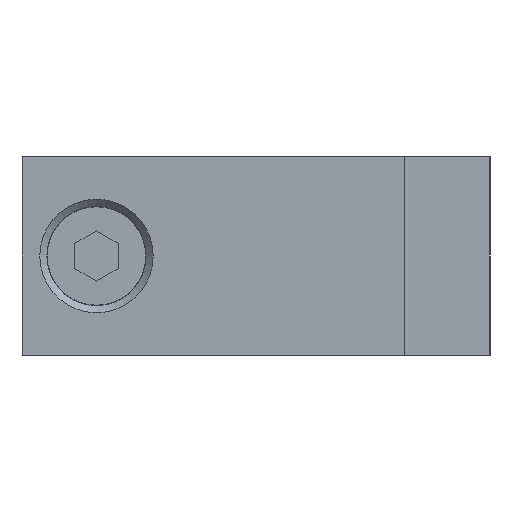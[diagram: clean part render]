
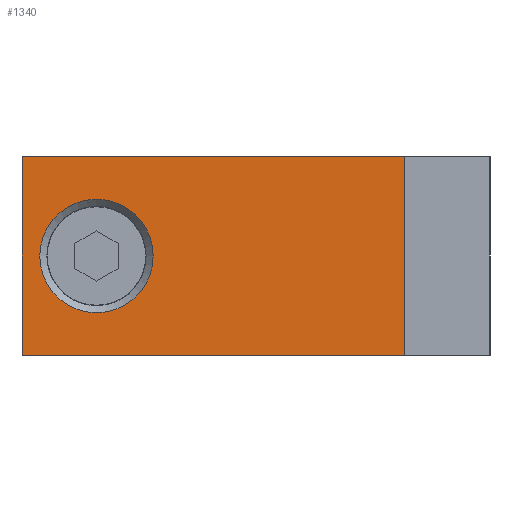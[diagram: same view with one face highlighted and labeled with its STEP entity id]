
A CAD part, left-side view. The second image highlights one B-rep face of the part: STEP entity #1340.
In plain terms, the highlighted planar face has unit normal (-1, 0, 0).
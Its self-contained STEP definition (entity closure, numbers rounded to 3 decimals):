
#910 = PLANE('',#911);
#911 = AXIS2_PLACEMENT_3D('',#912,#913,#914);
#912 = CARTESIAN_POINT('',(9.023,8.565,14.));
#913 = DIRECTION('',(-0.,-0.,1.));
#914 = DIRECTION('',(0.,1.,0.));
#1035 = PLANE('',#1036);
#1036 = AXIS2_PLACEMENT_3D('',#1037,#1038,#1039);
#1037 = CARTESIAN_POINT('',(9.023,8.565,0.));
#1038 = DIRECTION('',(-0.,-0.,-1.));
#1039 = DIRECTION('',(-1.,0.,0.));
#1061 = PLANE('',#1062);
#1062 = AXIS2_PLACEMENT_3D('',#1063,#1064,#1065);
#1063 = CARTESIAN_POINT('',(0.,27.,0.));
#1064 = DIRECTION('',(0.,1.,0.));
#1065 = DIRECTION('',(0.,0.,1.));
#1184 = VERTEX_POINT('',#1185);
#1185 = CARTESIAN_POINT('',(0.,27.,0.));
#1206 = EDGE_CURVE('',#1184,#1207,#1209,.T.);
#1207 = VERTEX_POINT('',#1208);
#1208 = CARTESIAN_POINT('',(0.,27.,14.));
#1209 = SURFACE_CURVE('',#1210,(#1214,#1221),.PCURVE_S1.);
#1210 = LINE('',#1211,#1212);
#1211 = CARTESIAN_POINT('',(0.,27.,0.));
#1212 = VECTOR('',#1213,1.);
#1213 = DIRECTION('',(0.,0.,1.));
#1214 = PCURVE('',#1061,#1215);
#1215 = DEFINITIONAL_REPRESENTATION('',(#1216),#1220);
#1216 = LINE('',#1217,#1218);
#1217 = CARTESIAN_POINT('',(0.,0.));
#1218 = VECTOR('',#1219,1.);
#1219 = DIRECTION('',(1.,0.));
#1220 = ( GEOMETRIC_REPRESENTATION_CONTEXT(2) 
PARAMETRIC_REPRESENTATION_CONTEXT() REPRESENTATION_CONTEXT('2D SPACE',''
  ) );
#1221 = PCURVE('',#1222,#1227);
#1222 = PLANE('',#1223);
#1223 = AXIS2_PLACEMENT_3D('',#1224,#1225,#1226);
#1224 = CARTESIAN_POINT('',(0.,0.,0.));
#1225 = DIRECTION('',(1.,0.,0.));
#1226 = DIRECTION('',(0.,0.,1.));
#1227 = DEFINITIONAL_REPRESENTATION('',(#1228),#1232);
#1228 = LINE('',#1229,#1230);
#1229 = CARTESIAN_POINT('',(0.,-27.));
#1230 = VECTOR('',#1231,1.);
#1231 = DIRECTION('',(1.,0.));
#1232 = ( GEOMETRIC_REPRESENTATION_CONTEXT(2) 
PARAMETRIC_REPRESENTATION_CONTEXT() REPRESENTATION_CONTEXT('2D SPACE',''
  ) );
#1340 = ADVANCED_FACE('',(#1341,#1372),#1222,.F.);
#1341 = FACE_BOUND('',#1342,.F.);
#1342 = EDGE_LOOP('',(#1343));
#1343 = ORIENTED_EDGE('',*,*,#1344,.F.);
#1344 = EDGE_CURVE('',#1345,#1345,#1347,.T.);
#1345 = VERTEX_POINT('',#1346);
#1346 = CARTESIAN_POINT('',(0.,21.75,3.));
#1347 = SURFACE_CURVE('',#1348,(#1353,#1360),.PCURVE_S1.);
#1348 = CIRCLE('',#1349,4.);
#1349 = AXIS2_PLACEMENT_3D('',#1350,#1351,#1352);
#1350 = CARTESIAN_POINT('',(0.,21.75,7.));
#1351 = DIRECTION('',(1.,-0.,0.));
#1352 = DIRECTION('',(0.,0.,-1.));
#1353 = PCURVE('',#1222,#1354);
#1354 = DEFINITIONAL_REPRESENTATION('',(#1355),#1359);
#1355 = CIRCLE('',#1356,4.);
#1356 = AXIS2_PLACEMENT_2D('',#1357,#1358);
#1357 = CARTESIAN_POINT('',(7.,-21.75));
#1358 = DIRECTION('',(-1.,0.));
#1359 = ( GEOMETRIC_REPRESENTATION_CONTEXT(2) 
PARAMETRIC_REPRESENTATION_CONTEXT() REPRESENTATION_CONTEXT('2D SPACE',''
  ) );
#1360 = PCURVE('',#1361,#1366);
#1361 = CONICAL_SURFACE('',#1362,3.5,0.785);
#1362 = AXIS2_PLACEMENT_3D('',#1363,#1364,#1365);
#1363 = CARTESIAN_POINT('',(0.5,21.75,7.));
#1364 = DIRECTION('',(-1.,0.,0.));
#1365 = DIRECTION('',(0.,0.,-1.));
#1366 = DEFINITIONAL_REPRESENTATION('',(#1367),#1371);
#1367 = LINE('',#1368,#1369);
#1368 = CARTESIAN_POINT('',(0.,0.5));
#1369 = VECTOR('',#1370,1.);
#1370 = DIRECTION('',(-1.,-0.));
#1371 = ( GEOMETRIC_REPRESENTATION_CONTEXT(2) 
PARAMETRIC_REPRESENTATION_CONTEXT() REPRESENTATION_CONTEXT('2D SPACE',''
  ) );
#1372 = FACE_BOUND('',#1373,.F.);
#1373 = EDGE_LOOP('',(#1374,#1404,#1425,#1426));
#1374 = ORIENTED_EDGE('',*,*,#1375,.F.);
#1375 = EDGE_CURVE('',#1376,#1378,#1380,.T.);
#1376 = VERTEX_POINT('',#1377);
#1377 = CARTESIAN_POINT('',(0.,0.,0.));
#1378 = VERTEX_POINT('',#1379);
#1379 = CARTESIAN_POINT('',(0.,0.,14.));
#1380 = SURFACE_CURVE('',#1381,(#1385,#1392),.PCURVE_S1.);
#1381 = LINE('',#1382,#1383);
#1382 = CARTESIAN_POINT('',(0.,0.,0.));
#1383 = VECTOR('',#1384,1.);
#1384 = DIRECTION('',(0.,0.,1.));
#1385 = PCURVE('',#1222,#1386);
#1386 = DEFINITIONAL_REPRESENTATION('',(#1387),#1391);
#1387 = LINE('',#1388,#1389);
#1388 = CARTESIAN_POINT('',(0.,0.));
#1389 = VECTOR('',#1390,1.);
#1390 = DIRECTION('',(1.,0.));
#1391 = ( GEOMETRIC_REPRESENTATION_CONTEXT(2) 
PARAMETRIC_REPRESENTATION_CONTEXT() REPRESENTATION_CONTEXT('2D SPACE',''
  ) );
#1392 = PCURVE('',#1393,#1398);
#1393 = PLANE('',#1394);
#1394 = AXIS2_PLACEMENT_3D('',#1395,#1396,#1397);
#1395 = CARTESIAN_POINT('',(-12.,0.,0.));
#1396 = DIRECTION('',(0.,1.,0.));
#1397 = DIRECTION('',(0.,0.,1.));
#1398 = DEFINITIONAL_REPRESENTATION('',(#1399),#1403);
#1399 = LINE('',#1400,#1401);
#1400 = CARTESIAN_POINT('',(0.,12.));
#1401 = VECTOR('',#1402,1.);
#1402 = DIRECTION('',(1.,0.));
#1403 = ( GEOMETRIC_REPRESENTATION_CONTEXT(2) 
PARAMETRIC_REPRESENTATION_CONTEXT() REPRESENTATION_CONTEXT('2D SPACE',''
  ) );
#1404 = ORIENTED_EDGE('',*,*,#1405,.T.);
#1405 = EDGE_CURVE('',#1376,#1184,#1406,.T.);
#1406 = SURFACE_CURVE('',#1407,(#1411,#1418),.PCURVE_S1.);
#1407 = LINE('',#1408,#1409);
#1408 = CARTESIAN_POINT('',(0.,0.,0.));
#1409 = VECTOR('',#1410,1.);
#1410 = DIRECTION('',(0.,1.,0.));
#1411 = PCURVE('',#1222,#1412);
#1412 = DEFINITIONAL_REPRESENTATION('',(#1413),#1417);
#1413 = LINE('',#1414,#1415);
#1414 = CARTESIAN_POINT('',(0.,0.));
#1415 = VECTOR('',#1416,1.);
#1416 = DIRECTION('',(0.,-1.));
#1417 = ( GEOMETRIC_REPRESENTATION_CONTEXT(2) 
PARAMETRIC_REPRESENTATION_CONTEXT() REPRESENTATION_CONTEXT('2D SPACE',''
  ) );
#1418 = PCURVE('',#1035,#1419);
#1419 = DEFINITIONAL_REPRESENTATION('',(#1420),#1424);
#1420 = LINE('',#1421,#1422);
#1421 = CARTESIAN_POINT('',(9.023,-8.565));
#1422 = VECTOR('',#1423,1.);
#1423 = DIRECTION('',(0.,1.));
#1424 = ( GEOMETRIC_REPRESENTATION_CONTEXT(2) 
PARAMETRIC_REPRESENTATION_CONTEXT() REPRESENTATION_CONTEXT('2D SPACE',''
  ) );
#1425 = ORIENTED_EDGE('',*,*,#1206,.T.);
#1426 = ORIENTED_EDGE('',*,*,#1427,.F.);
#1427 = EDGE_CURVE('',#1378,#1207,#1428,.T.);
#1428 = SURFACE_CURVE('',#1429,(#1433,#1440),.PCURVE_S1.);
#1429 = LINE('',#1430,#1431);
#1430 = CARTESIAN_POINT('',(0.,0.,14.));
#1431 = VECTOR('',#1432,1.);
#1432 = DIRECTION('',(0.,1.,0.));
#1433 = PCURVE('',#1222,#1434);
#1434 = DEFINITIONAL_REPRESENTATION('',(#1435),#1439);
#1435 = LINE('',#1436,#1437);
#1436 = CARTESIAN_POINT('',(14.,0.));
#1437 = VECTOR('',#1438,1.);
#1438 = DIRECTION('',(0.,-1.));
#1439 = ( GEOMETRIC_REPRESENTATION_CONTEXT(2) 
PARAMETRIC_REPRESENTATION_CONTEXT() REPRESENTATION_CONTEXT('2D SPACE',''
  ) );
#1440 = PCURVE('',#910,#1441);
#1441 = DEFINITIONAL_REPRESENTATION('',(#1442),#1446);
#1442 = LINE('',#1443,#1444);
#1443 = CARTESIAN_POINT('',(-8.565,9.023));
#1444 = VECTOR('',#1445,1.);
#1445 = DIRECTION('',(1.,0.));
#1446 = ( GEOMETRIC_REPRESENTATION_CONTEXT(2) 
PARAMETRIC_REPRESENTATION_CONTEXT() REPRESENTATION_CONTEXT('2D SPACE',''
  ) );
